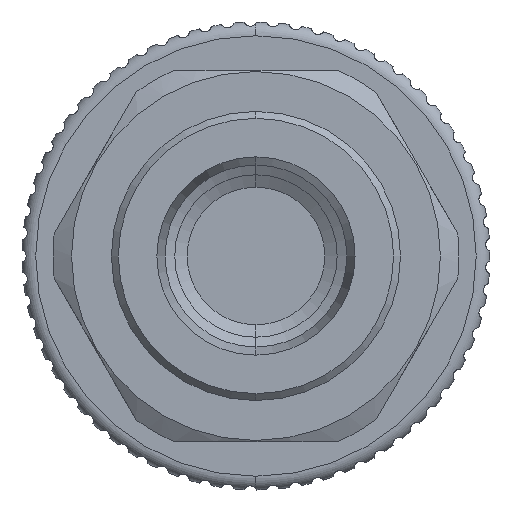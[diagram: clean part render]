
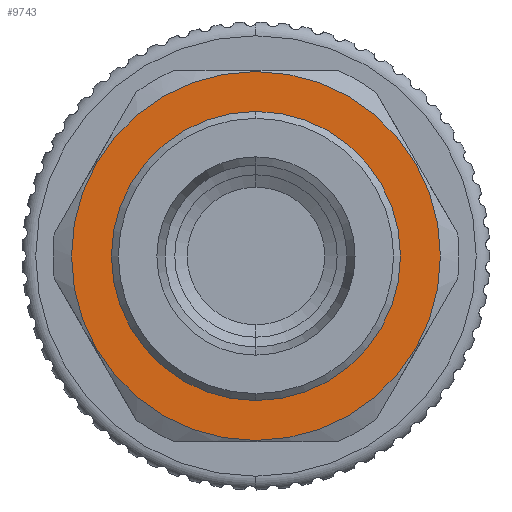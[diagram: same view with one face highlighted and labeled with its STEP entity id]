
A CAD part, front view. The second image highlights one B-rep face of the part: STEP entity #9743.
In plain terms, the highlighted planar face has unit normal (0, -1, 0).
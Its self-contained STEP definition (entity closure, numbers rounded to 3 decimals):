
#560 = ORIENTED_EDGE ( 'NONE', *, *, #10016, .F. ) ;
#1753 = CARTESIAN_POINT ( 'NONE',  ( 0., 14., 0. ) ) ;
#2414 = CARTESIAN_POINT ( 'NONE',  ( 0., 14., 0. ) ) ;
#2697 = DIRECTION ( 'NONE',  ( 0., -1., 0. ) ) ;
#2730 = CIRCLE ( 'NONE', #6947, 13.4 ) ;
#2746 = EDGE_LOOP ( 'NONE', ( #3006, #560 ) ) ;
#2906 = FACE_OUTER_BOUND ( 'NONE', #11383, .T. ) ;
#2972 = CARTESIAN_POINT ( 'NONE',  ( 0., 14., -10.5 ) ) ;
#3006 = ORIENTED_EDGE ( 'NONE', *, *, #11356, .F. ) ;
#3286 = DIRECTION ( 'NONE',  ( 0., 0., -1. ) ) ;
#3916 = DIRECTION ( 'NONE',  ( 0., 0., -1. ) ) ;
#4894 = AXIS2_PLACEMENT_3D ( 'NONE', #15129, #6226, #16605 ) ;
#5318 = VERTEX_POINT ( 'NONE', #14945 ) ;
#5777 = CARTESIAN_POINT ( 'NONE',  ( 0., 14., 13.4 ) ) ;
#5909 = FACE_BOUND ( 'NONE', #2746, .T. ) ;
#6226 = DIRECTION ( 'NONE',  ( 0., -1., 0. ) ) ;
#6882 = PLANE ( 'NONE',  #7113 ) ;
#6947 = AXIS2_PLACEMENT_3D ( 'NONE', #1753, #12163, #3286 ) ;
#7113 = AXIS2_PLACEMENT_3D ( 'NONE', #15841, #17303, #8414 ) ;
#7232 = CIRCLE ( 'NONE', #19066, 13.4 ) ;
#7747 = VERTEX_POINT ( 'NONE', #14689 ) ;
#8414 = DIRECTION ( 'NONE',  ( 0., 0., -1. ) ) ;
#8732 = EDGE_CURVE ( 'NONE', #7747, #16032, #2730, .T. ) ;
#9743 = ADVANCED_FACE ( 'NONE', ( #2906, #5909 ), #6882, .T. ) ;
#9836 = CIRCLE ( 'NONE', #10698, 10.5 ) ;
#10016 = EDGE_CURVE ( 'NONE', #5318, #18440, #9836, .T. ) ;
#10028 = ORIENTED_EDGE ( 'NONE', *, *, #8732, .T. ) ;
#10698 = AXIS2_PLACEMENT_3D ( 'NONE', #2414, #12823, #3916 ) ;
#11356 = EDGE_CURVE ( 'NONE', #18440, #5318, #15869, .T. ) ;
#11383 = EDGE_LOOP ( 'NONE', ( #13376, #10028 ) ) ;
#11582 = CARTESIAN_POINT ( 'NONE',  ( 0., 14., 0. ) ) ;
#11907 = EDGE_CURVE ( 'NONE', #16032, #7747, #7232, .T. ) ;
#12163 = DIRECTION ( 'NONE',  ( 0., -1., 0. ) ) ;
#12823 = DIRECTION ( 'NONE',  ( 0., -1., 0. ) ) ;
#13087 = DIRECTION ( 'NONE',  ( 0., 0., -1. ) ) ;
#13376 = ORIENTED_EDGE ( 'NONE', *, *, #11907, .T. ) ;
#14689 = CARTESIAN_POINT ( 'NONE',  ( 0., 14., -13.4 ) ) ;
#14945 = CARTESIAN_POINT ( 'NONE',  ( 0., 14., 10.5 ) ) ;
#15129 = CARTESIAN_POINT ( 'NONE',  ( 0., 14., 0. ) ) ;
#15841 = CARTESIAN_POINT ( 'NONE',  ( 13.4, 14., 0. ) ) ;
#15869 = CIRCLE ( 'NONE', #4894, 10.5 ) ;
#16032 = VERTEX_POINT ( 'NONE', #5777 ) ;
#16605 = DIRECTION ( 'NONE',  ( 0., 0., -1. ) ) ;
#17303 = DIRECTION ( 'NONE',  ( 0., -1., 0. ) ) ;
#18440 = VERTEX_POINT ( 'NONE', #2972 ) ;
#19066 = AXIS2_PLACEMENT_3D ( 'NONE', #11582, #2697, #13087 ) ;
